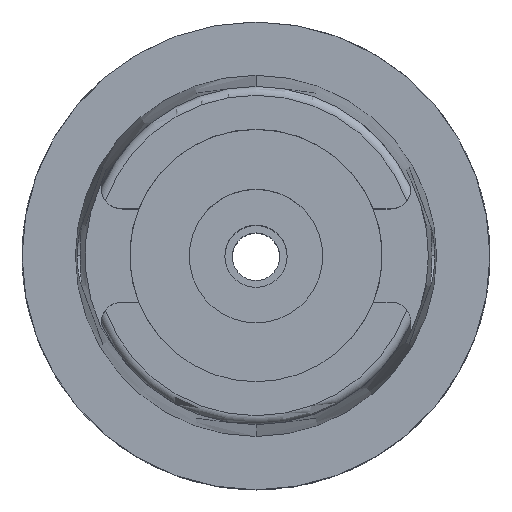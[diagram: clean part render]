
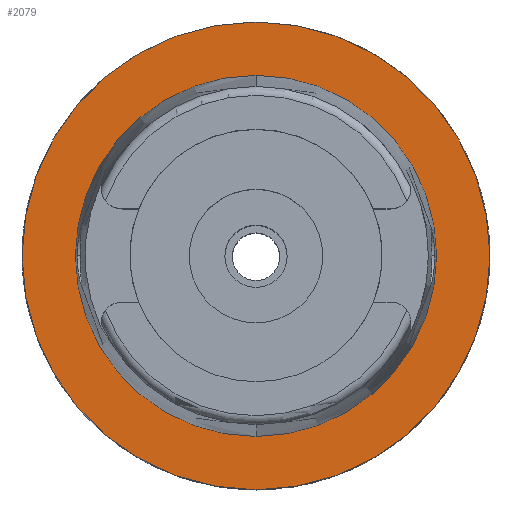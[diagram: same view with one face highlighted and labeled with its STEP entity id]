
A CAD part, top view. The second image highlights one B-rep face of the part: STEP entity #2079.
In plain terms, the highlighted planar face has unit normal (0, 0, 1).
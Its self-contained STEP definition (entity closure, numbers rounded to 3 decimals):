
#15 = VERTEX_POINT ( 'NONE', #4648 ) ;
#27 = AXIS2_PLACEMENT_3D ( 'NONE', #1420, #5259, #2727 ) ;
#52 = EDGE_CURVE ( 'NONE', #3160, #3549, #208, .T. ) ;
#173 = AXIS2_PLACEMENT_3D ( 'NONE', #5447, #2084, #1661 ) ;
#208 = CIRCLE ( 'NONE', #4262, 31.5 ) ;
#350 = ORIENTED_EDGE ( 'NONE', *, *, #52, .F. ) ;
#527 = AXIS2_PLACEMENT_3D ( 'NONE', #3231, #1450, #2803 ) ;
#830 = ORIENTED_EDGE ( 'NONE', *, *, #2208, .F. ) ;
#992 = DIRECTION ( 'NONE',  ( 0., -1., 0. ) ) ;
#1224 = EDGE_LOOP ( 'NONE', ( #350, #830 ) ) ;
#1329 = EDGE_CURVE ( 'NONE', #15, #4130, #3660, .T. ) ;
#1420 = CARTESIAN_POINT ( 'NONE',  ( 0., 0., 0. ) ) ;
#1450 = DIRECTION ( 'NONE',  ( 0., 0., 1. ) ) ;
#1661 = DIRECTION ( 'NONE',  ( 0., -1., 0. ) ) ;
#1838 = CARTESIAN_POINT ( 'NONE',  ( 0., 0., 0. ) ) ;
#2077 = DIRECTION ( 'NONE',  ( 0., 0., 1. ) ) ;
#2079 = ADVANCED_FACE ( 'NONE', ( #2251, #3632 ), #3174, .T. ) ;
#2084 = DIRECTION ( 'NONE',  ( 0., 0., -1. ) ) ;
#2097 = CARTESIAN_POINT ( 'NONE',  ( 0., -31.5, 0. ) ) ;
#2187 = CARTESIAN_POINT ( 'NONE',  ( 0., 31.5, 0. ) ) ;
#2208 = EDGE_CURVE ( 'NONE', #3549, #3160, #4056, .T. ) ;
#2251 = FACE_OUTER_BOUND ( 'NONE', #1224, .T. ) ;
#2727 = DIRECTION ( 'NONE',  ( 0., 1., 0. ) ) ;
#2803 = DIRECTION ( 'NONE',  ( 1., 0., 0. ) ) ;
#3113 = DIRECTION ( 'NONE',  ( 0., 0., -1. ) ) ;
#3160 = VERTEX_POINT ( 'NONE', #2187 ) ;
#3174 = PLANE ( 'NONE',  #527 ) ;
#3231 = CARTESIAN_POINT ( 'NONE',  ( 0., 0., 0. ) ) ;
#3549 = VERTEX_POINT ( 'NONE', #2097 ) ;
#3551 = DIRECTION ( 'NONE',  ( 0., 1., 0. ) ) ;
#3632 = FACE_BOUND ( 'NONE', #4693, .T. ) ;
#3660 = CIRCLE ( 'NONE', #5426, 24.315 ) ;
#4056 = CIRCLE ( 'NONE', #173, 31.5 ) ;
#4130 = VERTEX_POINT ( 'NONE', #5126 ) ;
#4258 = CIRCLE ( 'NONE', #27, 24.315 ) ;
#4262 = AXIS2_PLACEMENT_3D ( 'NONE', #4780, #3113, #3551 ) ;
#4648 = CARTESIAN_POINT ( 'NONE',  ( 0., -24.315, 0. ) ) ;
#4693 = EDGE_LOOP ( 'NONE', ( #5023, #5333 ) ) ;
#4780 = CARTESIAN_POINT ( 'NONE',  ( 0., 0., 0. ) ) ;
#5023 = ORIENTED_EDGE ( 'NONE', *, *, #5183, .F. ) ;
#5126 = CARTESIAN_POINT ( 'NONE',  ( 0., 24.315, 0. ) ) ;
#5183 = EDGE_CURVE ( 'NONE', #4130, #15, #4258, .T. ) ;
#5259 = DIRECTION ( 'NONE',  ( 0., 0., 1. ) ) ;
#5333 = ORIENTED_EDGE ( 'NONE', *, *, #1329, .F. ) ;
#5426 = AXIS2_PLACEMENT_3D ( 'NONE', #1838, #2077, #992 ) ;
#5447 = CARTESIAN_POINT ( 'NONE',  ( 0., 0., 0. ) ) ;
